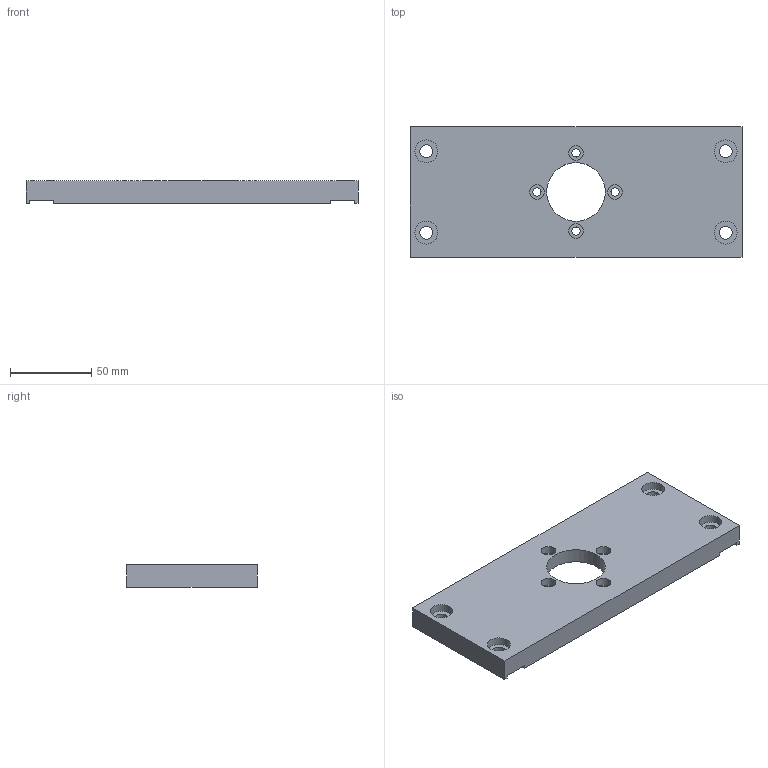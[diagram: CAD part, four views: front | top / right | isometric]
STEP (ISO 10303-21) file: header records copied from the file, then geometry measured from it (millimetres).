
FILE_DESCRIPTION(('FreeCAD Model'),'2;1');
FILE_NAME('base_v2.step','2022-08-22T16:03:33',('Author'),(''), 'Open CASCADE STEP processor 7.3','FreeCAD','Unknown');
FILE_SCHEMA(('AUTOMOTIVE_DESIGN { 1 0 10303 214 1 1 1 1 }'));
Length unit declared in the file: millimetre
Products named in the file (1): MultiTransform001
Bounding box: 204 x 80 x 14 mm (x, y, z)
Volume: 191854.9 mm3; surface area: 42956.1 mm2
Topology: 1 solids, 1 shells, 41 faces, 90 edges, 60 vertices
Faces by surface type: plane 23, cylinder 18
Full cylindrical faces by diameter (mm): 5 x4, 8 x4, 9 x4, 14 x4, 36 x1, 65 x1
Entity records: 2418 total; most frequent: CARTESIAN_POINT 474, DIRECTION 373, LINE 198, VECTOR 198, ORIENTED_EDGE 180, PCURVE 180, DEFINITIONAL_REPRESENTATION 180, EDGE_CURVE 90
